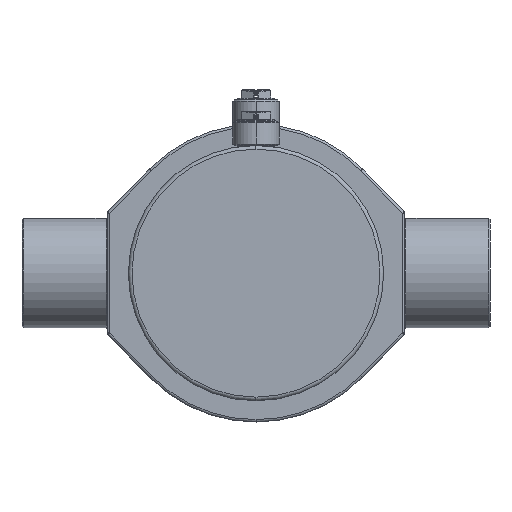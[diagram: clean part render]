
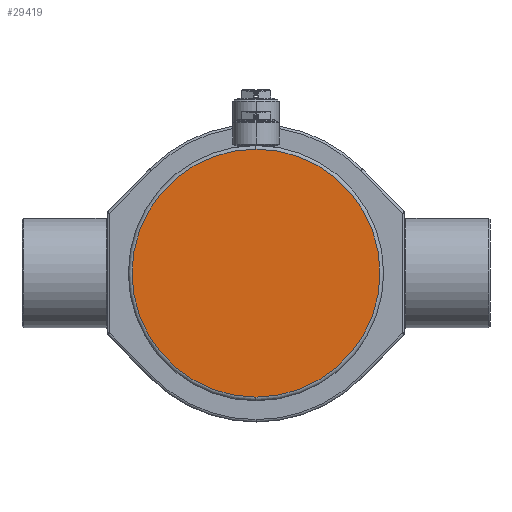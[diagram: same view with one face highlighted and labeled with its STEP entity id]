
A CAD part, left-side view. The second image highlights one B-rep face of the part: STEP entity #29419.
In plain terms, the highlighted planar face has unit normal (-1, 0, 0).
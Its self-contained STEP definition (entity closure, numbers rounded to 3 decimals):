
#85 = VERTEX_POINT ( 'NONE', #28205 ) ;
#287 = CARTESIAN_POINT ( 'NONE',  ( -48., 0., 0. ) ) ;
#790 = CIRCLE ( 'NONE', #30655, 102. ) ;
#1498 = DIRECTION ( 'NONE',  ( -1., 0., 0. ) ) ;
#1732 = AXIS2_PLACEMENT_3D ( 'NONE', #287, #19716, #2666 ) ;
#2666 = DIRECTION ( 'NONE',  ( 0., 0., 1. ) ) ;
#3173 = EDGE_CURVE ( 'NONE', #18588, #85, #25797, .T. ) ;
#4980 = ORIENTED_EDGE ( 'NONE', *, *, #3173, .T. ) ;
#7147 = DIRECTION ( 'NONE',  ( 0., 0., 1. ) ) ;
#13955 = DIRECTION ( 'NONE',  ( -1., 0., 0. ) ) ;
#13975 = CARTESIAN_POINT ( 'NONE',  ( -48., 0., -102. ) ) ;
#15316 = EDGE_CURVE ( 'NONE', #85, #18588, #790, .T. ) ;
#17232 = FACE_OUTER_BOUND ( 'NONE', #27064, .T. ) ;
#18588 = VERTEX_POINT ( 'NONE', #13975 ) ;
#19716 = DIRECTION ( 'NONE',  ( -1., 0., 0. ) ) ;
#25709 = PLANE ( 'NONE',  #29437 ) ;
#25797 = CIRCLE ( 'NONE', #1732, 102. ) ;
#27064 = EDGE_LOOP ( 'NONE', ( #34252, #4980 ) ) ;
#28205 = CARTESIAN_POINT ( 'NONE',  ( -48., 0., 102. ) ) ;
#29419 = ADVANCED_FACE ( 'NONE', ( #17232 ), #25709, .T. ) ;
#29437 = AXIS2_PLACEMENT_3D ( 'NONE', #31363, #13955, #30813 ) ;
#30655 = AXIS2_PLACEMENT_3D ( 'NONE', #34501, #1498, #7147 ) ;
#30813 = DIRECTION ( 'NONE',  ( 0., 0., 1. ) ) ;
#31363 = CARTESIAN_POINT ( 'NONE',  ( -48., 0., 102. ) ) ;
#34252 = ORIENTED_EDGE ( 'NONE', *, *, #15316, .T. ) ;
#34501 = CARTESIAN_POINT ( 'NONE',  ( -48., 0., 0. ) ) ;
